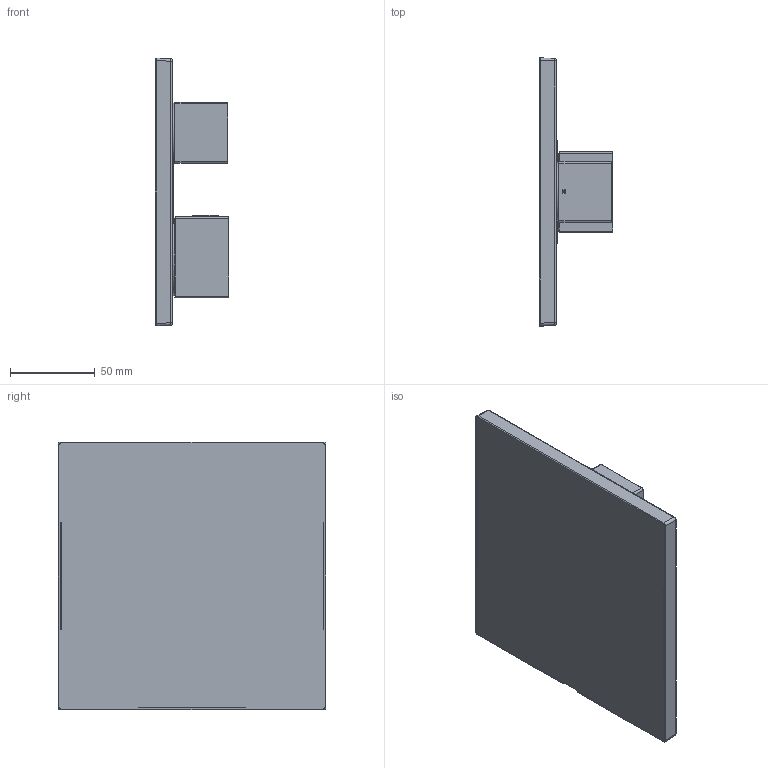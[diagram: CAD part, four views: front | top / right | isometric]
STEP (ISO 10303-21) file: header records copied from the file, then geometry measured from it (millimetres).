
FILE_DESCRIPTION(/* description */ ('Unknown'),/* implementation_level */ '2;1');
FILE_NAME(/* name */ '24153000',/* time_stamp */ '2022-09-08T15:08:19+02:00',/* author */ ('Unknown'),/* organization */ ('GROHE AG'),/* preprocessor_version */ 'ST-DEVELOPER v16.7',/* originating_system */ 'DEX',/* authorisation */ $);
FILE_SCHEMA (('AUTOMOTIVE_DESIGN {1 0 10303 214 3 1 1}'));
Length unit declared in the file: millimetre
Products named in the file (3): 24153000; id11; 160811_SMC_ RosetteTHM_Central_Square_Facette_158mm_Lob
Assembly tree (2 placements, depth 2):
  24153000
    id11
    160811_SMC_ RosetteTHM_Central_Square_Facette_158mm_Lob
Bounding box: 43.44 x 157.97 x 157.97 mm (x, y, z)
Surface area: 74254.4 mm2 (no closed solid volume)
Topology: 0 solids, 8 shells, 107 faces, 319 edges, 210 vertices
Faces by surface type: cylinder 48, plane 30, bspline 17, torus 10, cone 2
Entity records: 4834 total; most frequent: CARTESIAN_POINT 1950, DIRECTION 598, ORIENTED_EDGE 506, EDGE_CURVE 315, AXIS2_PLACEMENT_3D 219, VERTEX_POINT 210, LINE 160, VECTOR 160
